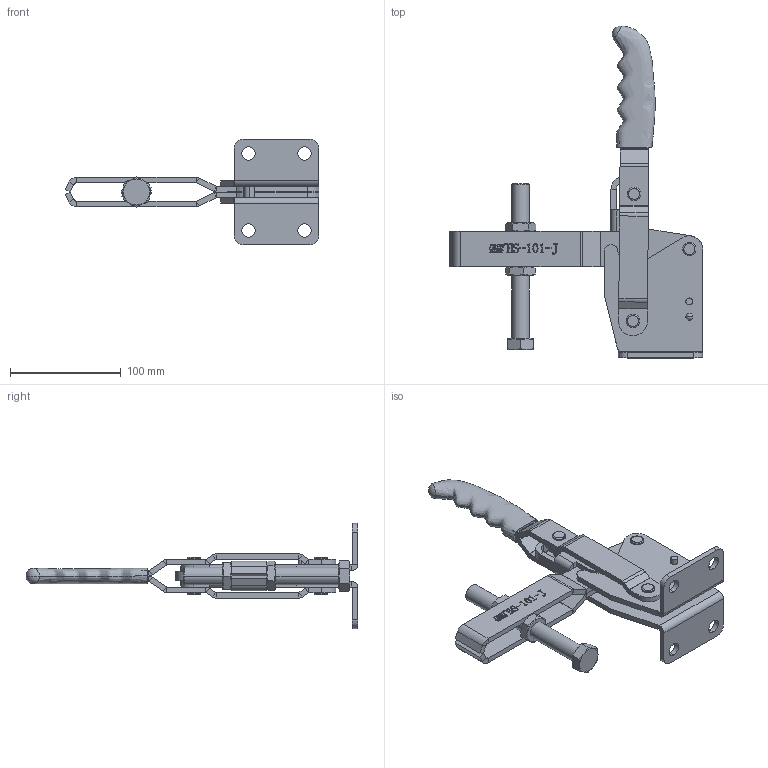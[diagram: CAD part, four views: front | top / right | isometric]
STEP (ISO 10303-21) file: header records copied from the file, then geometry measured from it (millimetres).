
FILE_DESCRIPTION (( 'STEP AP203' ), '1' );
FILE_NAME ('HS-101-J装配体.STEP', '2018-12-07T01:50:50', ( 'PCOS' ), ( '微软中国' ), 'SwSTEP 2.0', 'SolidWorks 2012', '' );
FILE_SCHEMA (( 'CONFIG_CONTROL_DESIGN' ));
Length unit declared in the file: millimetre
Products named in the file (14): HS-101-J蚾饜极; 蟀裝; 酗种; 傻种; 眻忒梟蚾饜极; 忒梟; 忒參; U倰蚾饜极; U倰揤參; hex thin nuts-grades ab-chamfered gb_GB_FASTENER_NUT_STNAB M16-N; hexagon head bolts-full thread gb_GB_FASTENER_BOLT_STBAB A M16X140-C; U倰揤參2; 楊擘菁釱衵; 楊擘菁釱酘
Assembly tree (17 placements, depth 3):
  HS-101-J蚾饜极
    楊擘菁釱酘
    楊擘菁釱衵
    U倰蚾饜极
      U倰揤參2
      hexagon head bolts-full thread gb_GB_FASTENER_BOLT_STBAB A M16X140-C
      hex thin nuts-grades ab-chamfered gb_GB_FASTENER_NUT_STNAB M16-N  x2
      U倰揤參
    眻忒梟蚾饜极
      忒參
      忒梟  x2
    傻种  x2
    酗种  x2
    蟀裝
Bounding box: 229.19 x 300.37 x 95.2 mm (x, y, z)
Volume: 327763.6 mm3; surface area: 142492.9 mm2
Topology: 15 solids, 15 shells, 770 faces, 1890 edges, 1186 vertices
Faces by surface type: plane 431, cylinder 175, bspline 118, cone 26, torus 16, sphere 4
Entity records: 28802 total; most frequent: CARTESIAN_POINT 11774, ORIENTED_EDGE 3348, DIRECTION 2884, EDGE_CURVE 1674, VECTOR 1068, LINE 1068, VERTEX_POINT 1064, AXIS2_PLACEMENT_3D 908
